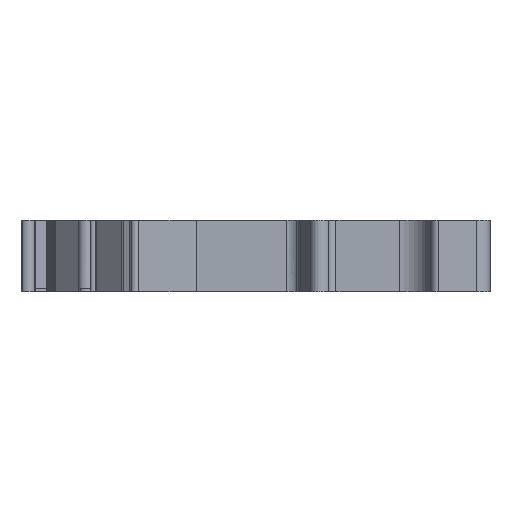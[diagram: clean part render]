
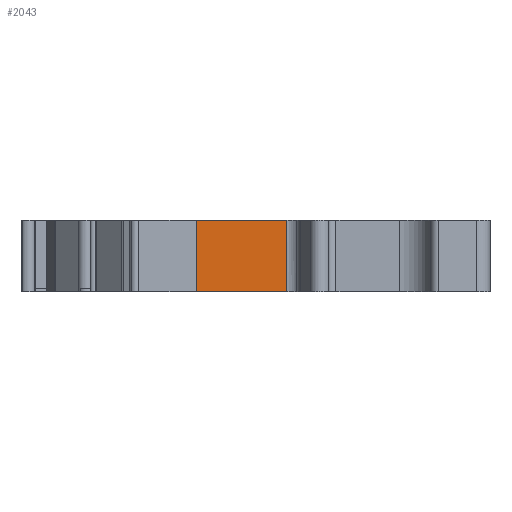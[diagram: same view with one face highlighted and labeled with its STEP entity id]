
A CAD part, left-side view. The second image highlights one B-rep face of the part: STEP entity #2043.
In plain terms, the highlighted planar face has unit normal (-1, 0, 0).
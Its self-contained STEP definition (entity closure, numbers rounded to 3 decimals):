
#185=B_SPLINE_CURVE_WITH_KNOTS('',3,(#28532,#28533,#28534,#28535),
 .UNSPECIFIED.,.F.,.F.,(4,4),(0.,1.),.UNSPECIFIED.);
#188=B_SPLINE_CURVE_WITH_KNOTS('',3,(#28720,#28721,#28722,#28723),
 .UNSPECIFIED.,.F.,.F.,(4,4),(0.,1.),.UNSPECIFIED.);
#212=B_SPLINE_CURVE_WITH_KNOTS('',3,(#33502,#33503,#33504,#33505),
 .UNSPECIFIED.,.F.,.F.,(4,4),(0.,1.),.UNSPECIFIED.);
#213=B_SPLINE_CURVE_WITH_KNOTS('',3,(#33507,#33508,#33509,#33510),
 .UNSPECIFIED.,.F.,.F.,(4,4),(0.,1.),.UNSPECIFIED.);
#2043=ADVANCED_FACE('',(#3811),#2859,.T.);
#2859=PLANE('',#22110);
#3811=FACE_OUTER_BOUND('',#4861,.T.);
#4861=EDGE_LOOP('',(#8481,#8482,#8483,#8484));
#8481=ORIENTED_EDGE('',*,*,#15720,.T.);
#8482=ORIENTED_EDGE('',*,*,#13445,.F.);
#8483=ORIENTED_EDGE('',*,*,#15721,.F.);
#8484=ORIENTED_EDGE('',*,*,#13353,.T.);
#11334=VERTEX_POINT('',#28531);
#11335=VERTEX_POINT('',#28536);
#11417=VERTEX_POINT('',#28719);
#11418=VERTEX_POINT('',#28724);
#13353=EDGE_CURVE('',#11335,#11334,#185,.T.);
#13445=EDGE_CURVE('',#11417,#11418,#188,.T.);
#15720=EDGE_CURVE('',#11334,#11418,#212,.T.);
#15721=EDGE_CURVE('',#11335,#11417,#213,.T.);
#22110=AXIS2_PLACEMENT_3D('',#33511,#27055,#27056);
#27055=DIRECTION('',(-1.,0.,0.));
#27056=DIRECTION('',(0.,1.,0.));
#28531=CARTESIAN_POINT('',(-85.913,-2.027,0.));
#28532=CARTESIAN_POINT('',(-85.913,4.253,0.));
#28533=CARTESIAN_POINT('',(-85.913,2.159,0.));
#28534=CARTESIAN_POINT('',(-85.913,0.066,0.));
#28535=CARTESIAN_POINT('',(-85.913,-2.027,0.));
#28536=CARTESIAN_POINT('',(-85.913,4.253,0.));
#28719=CARTESIAN_POINT('',(-85.913,4.253,5.));
#28720=CARTESIAN_POINT('',(-85.913,4.253,5.));
#28721=CARTESIAN_POINT('',(-85.913,2.159,5.));
#28722=CARTESIAN_POINT('',(-85.913,0.066,5.));
#28723=CARTESIAN_POINT('',(-85.913,-2.027,5.));
#28724=CARTESIAN_POINT('',(-85.913,-2.027,5.));
#33502=CARTESIAN_POINT('',(-85.913,-2.027,0.));
#33503=CARTESIAN_POINT('',(-85.913,-2.027,1.667));
#33504=CARTESIAN_POINT('',(-85.913,-2.027,3.333));
#33505=CARTESIAN_POINT('',(-85.913,-2.027,5.));
#33507=CARTESIAN_POINT('',(-85.913,4.253,0.));
#33508=CARTESIAN_POINT('',(-85.913,4.253,1.667));
#33509=CARTESIAN_POINT('',(-85.913,4.253,3.333));
#33510=CARTESIAN_POINT('',(-85.913,4.253,5.));
#33511=CARTESIAN_POINT('',(-85.913,4.253,0.));
